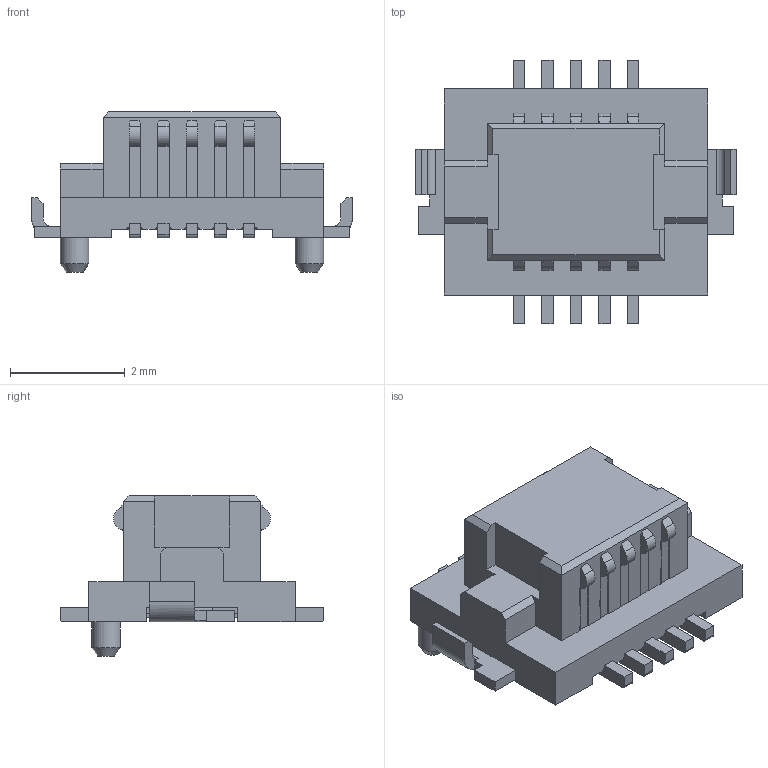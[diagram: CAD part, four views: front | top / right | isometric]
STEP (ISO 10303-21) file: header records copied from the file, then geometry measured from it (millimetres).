
FILE_DESCRIPTION(/* description */ (''),/* implementation_level */ '2;1');
FILE_NAME(/* name */ 'DF12(3.0)-10DS-0.5V.step',/* time_stamp */ '2018-12-28T15:57:04+10:00',/* author */ (''),/* organization */ (''),/* preprocessor_version */ 'ST-DEVELOPER v17.2',/* originating_system */ 'Autodesk Translation Framework v7.6.0.251',/* authorisation */ '');
FILE_SCHEMA (('AUTOMOTIVE_DESIGN { 1 0 10303 214 3 1 1 }'));
Length unit declared in the file: millimetre
Products named in the file (1): (Unsaved)
Bounding box: 5.6 x 4.6 x 2.8 mm (x, y, z)
Volume: 22.5 mm3; surface area: 85.2 mm2
Topology: 1 solids, 1 shells, 396 faces, 1113 edges, 721 vertices
Faces by surface type: plane 344, cylinder 50, cone 2
Full cylindrical faces by diameter (mm): 0.5 x2
Entity records: 12859 total; most frequent: CARTESIAN_POINT 2231, ORIENTED_EDGE 2226, DIRECTION 2014, EDGE_CURVE 1113, LINE 1006, VECTOR 1006, VERTEX_POINT 721, AXIS2_PLACEMENT_3D 504
